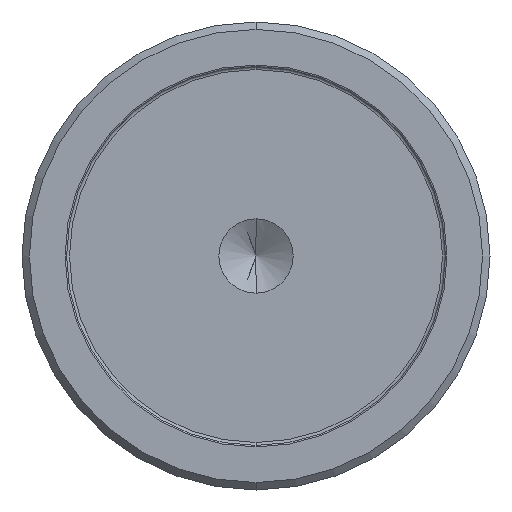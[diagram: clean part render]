
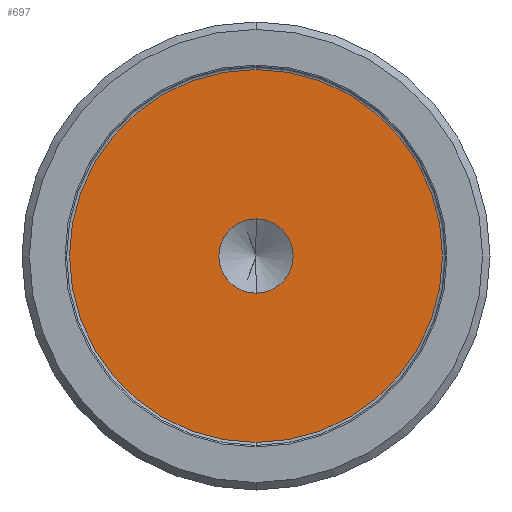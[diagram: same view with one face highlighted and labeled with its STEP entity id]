
A CAD part, front view. The second image highlights one B-rep face of the part: STEP entity #697.
In plain terms, the highlighted planar face has unit normal (0, -1, 0).
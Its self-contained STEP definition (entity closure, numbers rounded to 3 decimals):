
#4 = AXIS2_PLACEMENT_3D ( 'NONE', #455, #882, #1307 ) ;
#35 = FACE_OUTER_BOUND ( 'NONE', #827, .T. ) ;
#36 = EDGE_CURVE ( 'NONE', #1344, #1134, #1250, .T. ) ;
#67 = ORIENTED_EDGE ( 'NONE', *, *, #666, .T. ) ;
#110 = DIRECTION ( 'NONE',  ( 0., 0., 1. ) ) ;
#137 = AXIS2_PLACEMENT_3D ( 'NONE', #483, #799, #576 ) ;
#198 = VERTEX_POINT ( 'NONE', #930 ) ;
#235 = DIRECTION ( 'NONE',  ( 0., 0., 1. ) ) ;
#244 = DIRECTION ( 'NONE',  ( 0., 1., 0. ) ) ;
#245 = AXIS2_PLACEMENT_3D ( 'NONE', #766, #244, #555 ) ;
#286 = VERTEX_POINT ( 'NONE', #320 ) ;
#309 = ORIENTED_EDGE ( 'NONE', *, *, #36, .T. ) ;
#312 = CARTESIAN_POINT ( 'NONE',  ( 0., 0.5, 0. ) ) ;
#320 = CARTESIAN_POINT ( 'NONE',  ( 0., 0.5, -12.55 ) ) ;
#451 = DIRECTION ( 'NONE',  ( 0., 1., 0. ) ) ;
#455 = CARTESIAN_POINT ( 'NONE',  ( 0., 0.5, 0. ) ) ;
#483 = CARTESIAN_POINT ( 'NONE',  ( 0., 0.5, 0. ) ) ;
#498 = EDGE_CURVE ( 'NONE', #286, #198, #1189, .T. ) ;
#555 = DIRECTION ( 'NONE',  ( 0., 0., 1. ) ) ;
#576 = DIRECTION ( 'NONE',  ( 0., 0., -1. ) ) ;
#648 = AXIS2_PLACEMENT_3D ( 'NONE', #312, #1047, #110 ) ;
#656 = PLANE ( 'NONE',  #877 ) ;
#663 = CARTESIAN_POINT ( 'NONE',  ( 0., 0.5, 2.5 ) ) ;
#666 = EDGE_CURVE ( 'NONE', #1134, #1344, #859, .T. ) ;
#697 = ADVANCED_FACE ( 'NONE', ( #1092, #35 ), #656, .F. ) ;
#766 = CARTESIAN_POINT ( 'NONE',  ( 0., 0.5, 0. ) ) ;
#799 = DIRECTION ( 'NONE',  ( 0., -1., 0. ) ) ;
#827 = EDGE_LOOP ( 'NONE', ( #1318, #1345 ) ) ;
#843 = EDGE_CURVE ( 'NONE', #198, #286, #1151, .T. ) ;
#859 = CIRCLE ( 'NONE', #245, 2.5 ) ;
#877 = AXIS2_PLACEMENT_3D ( 'NONE', #1303, #451, #235 ) ;
#882 = DIRECTION ( 'NONE',  ( 0., -1., 0. ) ) ;
#930 = CARTESIAN_POINT ( 'NONE',  ( 0., 0.5, 12.55 ) ) ;
#944 = CARTESIAN_POINT ( 'NONE',  ( 0., 0.5, -2.5 ) ) ;
#1047 = DIRECTION ( 'NONE',  ( 0., 1., 0. ) ) ;
#1092 = FACE_BOUND ( 'NONE', #1142, .T. ) ;
#1134 = VERTEX_POINT ( 'NONE', #944 ) ;
#1142 = EDGE_LOOP ( 'NONE', ( #67, #309 ) ) ;
#1151 = CIRCLE ( 'NONE', #137, 12.55 ) ;
#1189 = CIRCLE ( 'NONE', #4, 12.55 ) ;
#1250 = CIRCLE ( 'NONE', #648, 2.5 ) ;
#1303 = CARTESIAN_POINT ( 'NONE',  ( -12.55, 0.5, 0. ) ) ;
#1307 = DIRECTION ( 'NONE',  ( 0., 0., -1. ) ) ;
#1318 = ORIENTED_EDGE ( 'NONE', *, *, #498, .T. ) ;
#1344 = VERTEX_POINT ( 'NONE', #663 ) ;
#1345 = ORIENTED_EDGE ( 'NONE', *, *, #843, .T. ) ;
